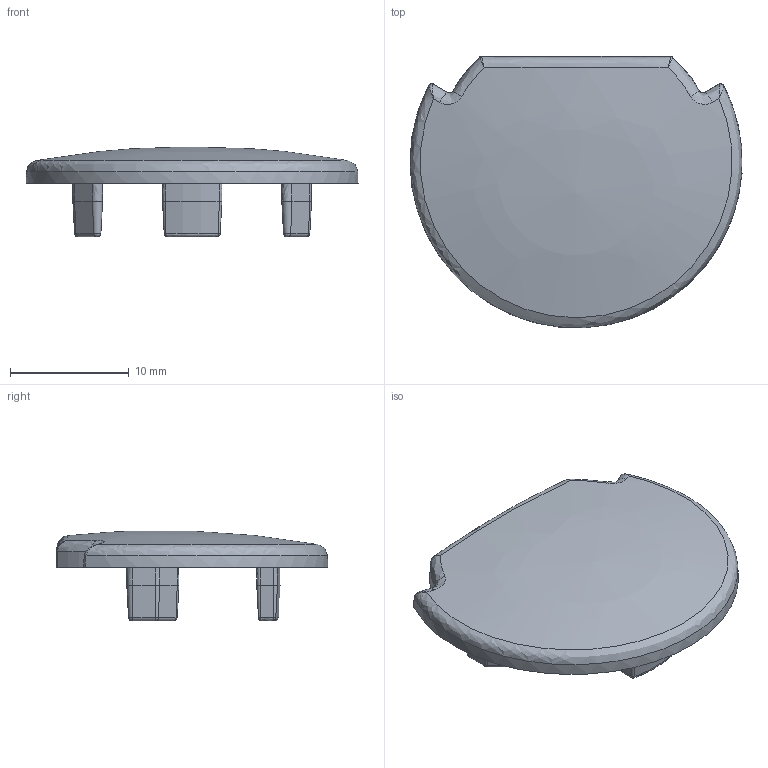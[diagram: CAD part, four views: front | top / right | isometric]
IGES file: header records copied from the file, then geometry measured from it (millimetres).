
Global section: file name: 220029; native system: Autodesk Inventor 2018; preprocessor: unknown; author: Spacek; date: 20200102.162752; units: millimetre
Bounding box: 27.97 x 22.89 x 7.55 mm (x, y, z)
Volume: 992.2 mm3; surface area: 1412.5 mm2
Topology: 1 solids, 1 shells, 159 faces, 357 edges, 196 vertices
Faces by surface type: bspline 159
